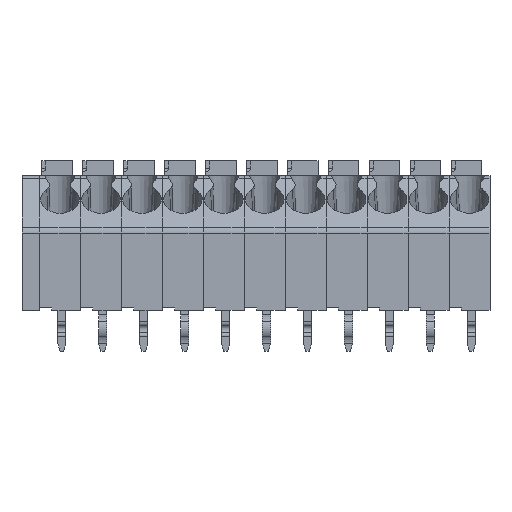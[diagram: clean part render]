
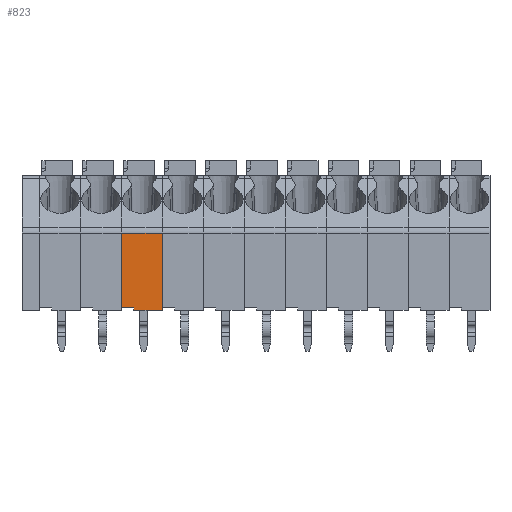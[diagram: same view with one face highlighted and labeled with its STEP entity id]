
A CAD part, front view. The second image highlights one B-rep face of the part: STEP entity #823.
In plain terms, the highlighted planar face has unit normal (0, -1, 0).
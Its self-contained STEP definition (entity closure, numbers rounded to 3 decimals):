
#823 = ADVANCED_FACE( '', ( #1565 ), #1566, .T. );
#1565 = FACE_OUTER_BOUND( '', #2453, .T. );
#1566 = PLANE( '', #2454 );
#2453 = EDGE_LOOP( '', ( #4210, #4211, #4212, #4213, #4214, #4215 ) );
#2454 = AXIS2_PLACEMENT_3D( '', #4216, #4217, #4218 );
#4210 = ORIENTED_EDGE( '', *, *, #5116, .T. );
#4211 = ORIENTED_EDGE( '', *, *, #5009, .F. );
#4212 = ORIENTED_EDGE( '', *, *, #4912, .T. );
#4213 = ORIENTED_EDGE( '', *, *, #4750, .T. );
#4214 = ORIENTED_EDGE( '', *, *, #5189, .F. );
#4215 = ORIENTED_EDGE( '', *, *, #5060, .F. );
#4216 = CARTESIAN_POINT( '', ( 1.75, -6., -4.75 ) );
#4217 = DIRECTION( '', ( 0., -1., 0. ) );
#4218 = DIRECTION( '', ( 0., 0., -1. ) );
#4750 = EDGE_CURVE( '', #5686, #5690, #5692, .T. );
#4912 = EDGE_CURVE( '', #5939, #5686, #5940, .T. );
#5009 = EDGE_CURVE( '', #5939, #6075, #6077, .T. );
#5060 = EDGE_CURVE( '', #6145, #6147, #6148, .T. );
#5116 = EDGE_CURVE( '', #6145, #6075, #6215, .T. );
#5189 = EDGE_CURVE( '', #6147, #5690, #6296, .T. );
#5686 = VERTEX_POINT( '', #7046 );
#5690 = VERTEX_POINT( '', #7051 );
#5692 = LINE( '', #7053, #7054 );
#5939 = VERTEX_POINT( '', #7453 );
#5940 = LINE( '', #7454, #7455 );
#6075 = VERTEX_POINT( '', #7670 );
#6077 = LINE( '', #7673, #7674 );
#6145 = VERTEX_POINT( '', #7772 );
#6147 = VERTEX_POINT( '', #7775 );
#6148 = LINE( '', #7776, #7777 );
#6215 = LINE( '', #7914, #7915 );
#6296 = LINE( '', #8047, #8048 );
#7046 = CARTESIAN_POINT( '', ( 1.75, -6., 1.844 ) );
#7051 = CARTESIAN_POINT( '', ( -1.75, -6., 1.844 ) );
#7053 = CARTESIAN_POINT( '', ( 1.75, -6., 1.844 ) );
#7054 = VECTOR( '', #8404, 1000. );
#7453 = CARTESIAN_POINT( '', ( 1.75, -6., -4.75 ) );
#7454 = CARTESIAN_POINT( '', ( 1.75, -6., -4.75 ) );
#7455 = VECTOR( '', #8586, 1000. );
#7670 = CARTESIAN_POINT( '', ( -0.7, -6., -4.75 ) );
#7673 = CARTESIAN_POINT( '', ( 1.75, -6., -4.75 ) );
#7674 = VECTOR( '', #8676, 1000. );
#7772 = CARTESIAN_POINT( '', ( -0.7, -6., -4.52 ) );
#7775 = CARTESIAN_POINT( '', ( -1.75, -6., -4.52 ) );
#7776 = CARTESIAN_POINT( '', ( -0.7, -6., -4.52 ) );
#7777 = VECTOR( '', #8723, 1000. );
#7914 = CARTESIAN_POINT( '', ( -0.7, -6., -4.52 ) );
#7915 = VECTOR( '', #8768, 1000. );
#8047 = CARTESIAN_POINT( '', ( -1.75, -6., -4.75 ) );
#8048 = VECTOR( '', #8819, 1000. );
#8404 = DIRECTION( '', ( -1., 0., 0. ) );
#8586 = DIRECTION( '', ( 0., 0., 1. ) );
#8676 = DIRECTION( '', ( -1., 0., 0. ) );
#8723 = DIRECTION( '', ( -1., 0., 0. ) );
#8768 = DIRECTION( '', ( 0., 0., -1. ) );
#8819 = DIRECTION( '', ( 0., 0., 1. ) );
